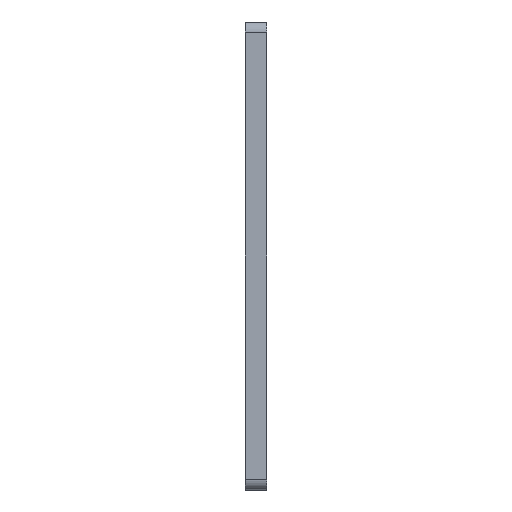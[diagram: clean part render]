
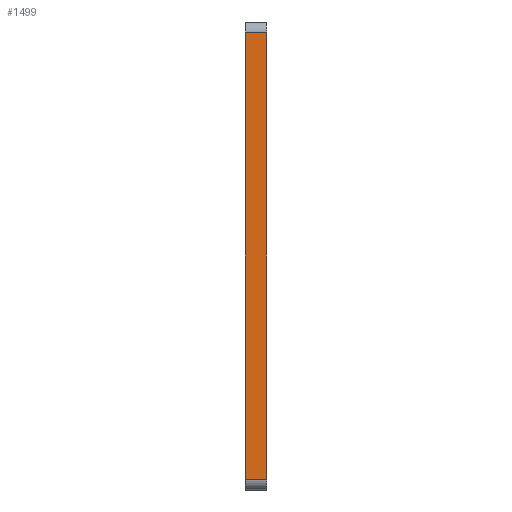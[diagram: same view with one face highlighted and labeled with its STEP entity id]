
A CAD part, left-side view. The second image highlights one B-rep face of the part: STEP entity #1499.
In plain terms, the highlighted planar face has unit normal (-1, 0, 0).
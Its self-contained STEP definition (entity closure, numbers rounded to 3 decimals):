
#1208=CARTESIAN_POINT('',(-721.8,24.,537.855));
#1209=VERTEX_POINT('',#1208);
#1217=CARTESIAN_POINT('',(-721.8,24.,622.805));
#1218=VERTEX_POINT('',#1217);
#1219=CARTESIAN_POINT('',(-721.8,24.,622.805));
#1220=DIRECTION('',(0.,0.,-1.));
#1221=VECTOR('',#1220,84.95);
#1222=LINE('',#1219,#1221);
#1223=EDGE_CURVE('',#1218,#1209,#1222,.T.);
#1469=CARTESIAN_POINT('',(-721.8,21.,569.225));
#1470=DIRECTION('',(1.,0.,0.));
#1471=DIRECTION('',(-0.,1.,0.));
#1472=AXIS2_PLACEMENT_3D('',#1469,#1470,#1471);
#1473=PLANE('',#1472);
#1474=CARTESIAN_POINT('',(-721.8,20.,537.855));
#1475=VERTEX_POINT('',#1474);
#1476=CARTESIAN_POINT('',(-721.8,24.,537.855));
#1477=DIRECTION('',(0.,-1.,-0.));
#1478=VECTOR('',#1477,4.);
#1479=LINE('',#1476,#1478);
#1480=EDGE_CURVE('',#1209,#1475,#1479,.T.);
#1481=ORIENTED_EDGE('',*,*,#1480,.T.);
#1482=CARTESIAN_POINT('',(-721.8,20.,622.805));
#1483=VERTEX_POINT('',#1482);
#1484=CARTESIAN_POINT('',(-721.8,20.,622.805));
#1485=DIRECTION('',(0.,0.,-1.));
#1486=VECTOR('',#1485,84.95);
#1487=LINE('',#1484,#1486);
#1488=EDGE_CURVE('',#1483,#1475,#1487,.T.);
#1489=ORIENTED_EDGE('',*,*,#1488,.F.);
#1490=CARTESIAN_POINT('',(-721.8,20.,622.805));
#1491=DIRECTION('',(-0.,1.,0.));
#1492=VECTOR('',#1491,4.);
#1493=LINE('',#1490,#1492);
#1494=EDGE_CURVE('',#1483,#1218,#1493,.T.);
#1495=ORIENTED_EDGE('',*,*,#1494,.T.);
#1496=ORIENTED_EDGE('',*,*,#1223,.T.);
#1497=EDGE_LOOP('',(#1481,#1489,#1495,#1496));
#1498=FACE_BOUND('',#1497,.T.);
#1499=ADVANCED_FACE('',(#1498),#1473,.F.);
